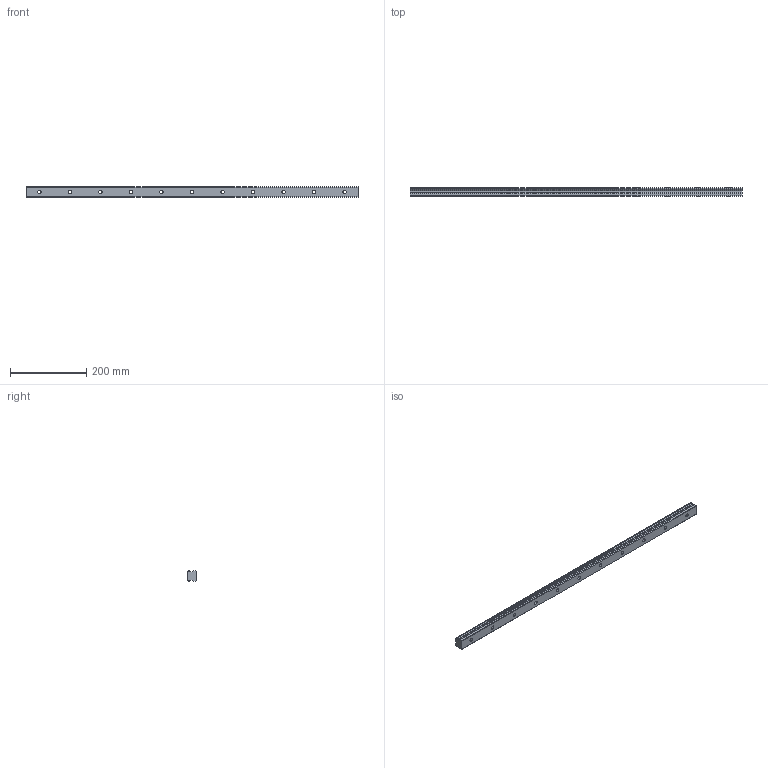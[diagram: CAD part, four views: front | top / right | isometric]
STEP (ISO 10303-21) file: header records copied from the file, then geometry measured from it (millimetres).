
FILE_DESCRIPTION (( 'STEP AP214' ), '1' );
FILE_NAME ('SHS30C1SS-870L_G35_0_B-M6F_382_0_0_0_1.STEP', '2021-06-21T11:40:35', ( '' ), ( '' ), 'SwSTEP 2.0', 'SolidWorks 2021', '' );
FILE_SCHEMA (( 'AUTOMOTIVE_DESIGN' ));
Length unit declared in the file: millimetre
Products named in the file (2): _SHS30C87035 Track; SHS30C1SS-870L_G35_0_B-M6F_382_0_0_0_1
Assembly tree (1 placements, depth 2):
  SHS30C1SS-870L_G35_0_B-M6F_382_0_0_0_1
    _SHS30C87035 Track
Bounding box: 870 x 23 x 28 mm (x, y, z)
Volume: 476617.2 mm3; surface area: 98559.1 mm2
Topology: 1 solids, 1 shells, 92 faces, 237 edges, 158 vertices
Faces by surface type: cylinder 65, plane 27
Entity records: 2981 total; most frequent: DIRECTION 559, CARTESIAN_POINT 491, ORIENTED_EDGE 474, EDGE_CURVE 237, AXIS2_PLACEMENT_3D 226, VERTEX_POINT 158, CIRCLE 130, EDGE_LOOP 125
